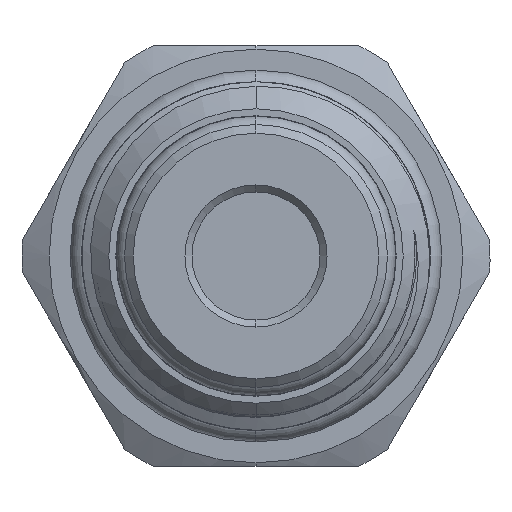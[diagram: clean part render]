
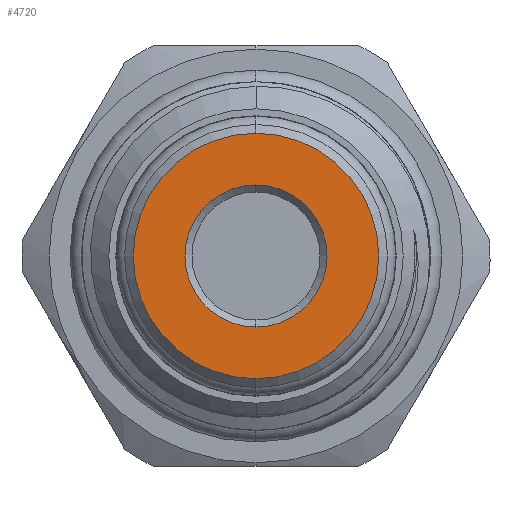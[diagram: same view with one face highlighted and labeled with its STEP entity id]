
A CAD part, left-side view. The second image highlights one B-rep face of the part: STEP entity #4720.
In plain terms, the highlighted planar face has unit normal (-1, 0, 0).
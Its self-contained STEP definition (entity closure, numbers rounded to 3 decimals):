
#232 = AXIS2_PLACEMENT_3D ( 'NONE', #5483, #942, #10094 ) ;
#254 = ORIENTED_EDGE ( 'NONE', *, *, #1517, .T. ) ;
#802 = CIRCLE ( 'NONE', #232, 4.05 ) ;
#892 = DIRECTION ( 'NONE',  ( 0., 0., 1. ) ) ;
#931 = AXIS2_PLACEMENT_3D ( 'NONE', #6501, #5616, #11246 ) ;
#942 = DIRECTION ( 'NONE',  ( 1., 0., 0. ) ) ;
#992 = CARTESIAN_POINT ( 'NONE',  ( -63.454, 0., 0. ) ) ;
#1517 = EDGE_CURVE ( 'NONE', #8753, #7395, #802, .T. ) ;
#1631 = FACE_OUTER_BOUND ( 'NONE', #11416, .T. ) ;
#1915 = CARTESIAN_POINT ( 'NONE',  ( -63.454, 7., 0. ) ) ;
#2062 = FACE_BOUND ( 'NONE', #6880, .T. ) ;
#2356 = CARTESIAN_POINT ( 'NONE',  ( -63.454, 0., -7. ) ) ;
#2896 = AXIS2_PLACEMENT_3D ( 'NONE', #1915, #6411, #892 ) ;
#4216 = EDGE_CURVE ( 'NONE', #7395, #8753, #8241, .T. ) ;
#4277 = CARTESIAN_POINT ( 'NONE',  ( -63.454, 0., 4.05 ) ) ;
#4670 = DIRECTION ( 'NONE',  ( 0., 0., 1. ) ) ;
#4720 = ADVANCED_FACE ( 'NONE', ( #2062, #1631 ), #10051, .T. ) ;
#5446 = DIRECTION ( 'NONE',  ( -1., 0., 0. ) ) ;
#5483 = CARTESIAN_POINT ( 'NONE',  ( -63.454, 0., 0. ) ) ;
#5616 = DIRECTION ( 'NONE',  ( 1., 0., 0. ) ) ;
#5701 = CARTESIAN_POINT ( 'NONE',  ( -63.454, 0., 0. ) ) ;
#6411 = DIRECTION ( 'NONE',  ( -1., 0., 0. ) ) ;
#6471 = CIRCLE ( 'NONE', #11487, 7. ) ;
#6501 = CARTESIAN_POINT ( 'NONE',  ( -63.454, 0., 0. ) ) ;
#6880 = EDGE_LOOP ( 'NONE', ( #254, #11955 ) ) ;
#7395 = VERTEX_POINT ( 'NONE', #10866 ) ;
#7466 = CIRCLE ( 'NONE', #9656, 7. ) ;
#7569 = VERTEX_POINT ( 'NONE', #8449 ) ;
#8241 = CIRCLE ( 'NONE', #931, 4.05 ) ;
#8424 = EDGE_CURVE ( 'NONE', #7569, #11609, #6471, .T. ) ;
#8449 = CARTESIAN_POINT ( 'NONE',  ( -63.454, 0., 7. ) ) ;
#8455 = ORIENTED_EDGE ( 'NONE', *, *, #8424, .T. ) ;
#8753 = VERTEX_POINT ( 'NONE', #4277 ) ;
#9352 = DIRECTION ( 'NONE',  ( 0., 0., 1. ) ) ;
#9656 = AXIS2_PLACEMENT_3D ( 'NONE', #5701, #11289, #9352 ) ;
#10051 = PLANE ( 'NONE',  #2896 ) ;
#10094 = DIRECTION ( 'NONE',  ( 0., 0., 1. ) ) ;
#10648 = EDGE_CURVE ( 'NONE', #11609, #7569, #7466, .T. ) ;
#10866 = CARTESIAN_POINT ( 'NONE',  ( -63.454, 0., -4.05 ) ) ;
#11246 = DIRECTION ( 'NONE',  ( 0., 0., 1. ) ) ;
#11289 = DIRECTION ( 'NONE',  ( -1., 0., 0. ) ) ;
#11416 = EDGE_LOOP ( 'NONE', ( #11506, #8455 ) ) ;
#11487 = AXIS2_PLACEMENT_3D ( 'NONE', #992, #5446, #4670 ) ;
#11506 = ORIENTED_EDGE ( 'NONE', *, *, #10648, .T. ) ;
#11609 = VERTEX_POINT ( 'NONE', #2356 ) ;
#11955 = ORIENTED_EDGE ( 'NONE', *, *, #4216, .T. ) ;
